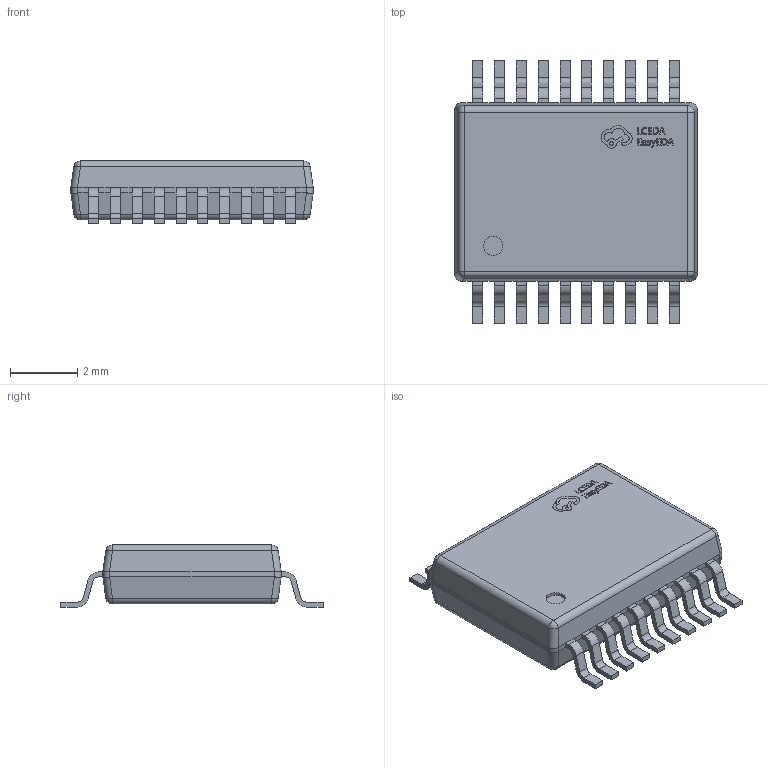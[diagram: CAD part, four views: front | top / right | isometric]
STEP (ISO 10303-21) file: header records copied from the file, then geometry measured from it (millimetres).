
FILE_DESCRIPTION (( 'STEP AP214' ), '1' );
FILE_NAME ('SSOP-20_L7.2-W5.3-P0.65-LS7.8.STEP', '2025-08-07T03:30:27', ( '' ), ( '' ), 'SwSTEP 2.0', 'SolidWorks 2021', '' );
FILE_SCHEMA (( 'AUTOMOTIVE_DESIGN' ));
Length unit declared in the file: millimetre
Products named in the file (1): SSOP-20_L7.2-W5.3-P0.65-LS7.8
Bounding box: 7.2 x 7.8 x 1.85 mm (x, y, z)
Volume: 65.8 mm3; surface area: 143.7 mm2
Topology: 1 solids, 1 shells, 549 faces, 1477 edges, 950 vertices
Faces by surface type: plane 341, cylinder 102, bspline 98, sphere 8
Entity records: 23552 total; most frequent: CARTESIAN_POINT 4355, ORIENTED_EDGE 2954, DIRECTION 2345, EDGE_CURVE 1477, LINE 1065, VECTOR 1065, VERTEX_POINT 950, AXIS2_PLACEMENT_3D 640
